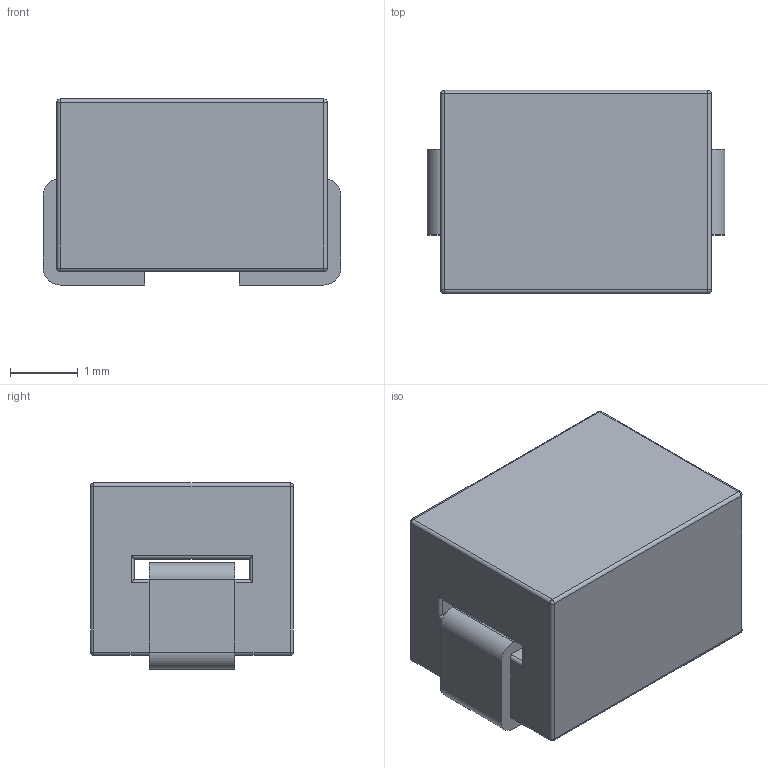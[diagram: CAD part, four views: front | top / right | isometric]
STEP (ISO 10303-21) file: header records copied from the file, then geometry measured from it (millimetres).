
FILE_DESCRIPTION(/* description */ ('Unknown'),/* implementation_level */ '2;1');
FILE_NAME(/* name */ 'FB_Wurth_WE-PBF-4030',/* time_stamp */ '2025-06-19T14:26:13+08:00',/* author */ ('Unknown'),/* organization */ ('Unknown'),/* preprocessor_version */ 'ST-DEVELOPER v19.4',/* originating_system */ 'Solid Edge',/* authorisation */ 'Unknown');
FILE_SCHEMA (('AUTOMOTIVE_DESIGN {1 0 10303 214 3 1 1}'));
Length unit declared in the file: millimetre
Products named in the file (2): FB_Wurth_WE-PBF-4030
Assembly tree (1 placements, depth 2):
  FB_Wurth_WE-PBF-4030
    FB_Wurth_WE-PBF-4030
Bounding box: 4.4 x 3 x 2.75 mm (x, y, z)
Volume: 30.9 mm3; surface area: 90.1 mm2
Topology: 1 solids, 1 shells, 58 faces, 152 edges, 84 vertices
Faces by surface type: cylinder 28, plane 22, sphere 8
Entity records: 2145 total; most frequent: DIRECTION 312, ORIENTED_EDGE 288, CARTESIAN_POINT 288, EDGE_CURVE 144, AXIS2_PLACEMENT_3D 108, LINE 96, VECTOR 96, VERTEX_POINT 84
